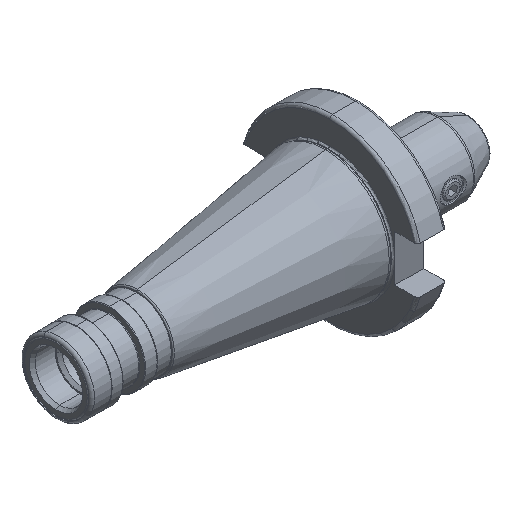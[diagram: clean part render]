
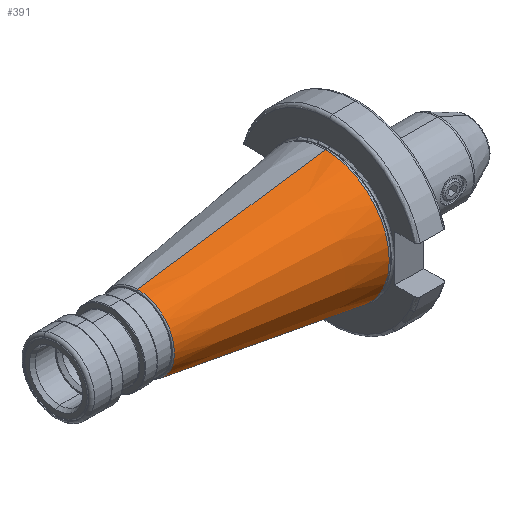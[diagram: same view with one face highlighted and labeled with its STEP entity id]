
A CAD part, isometric view. The second image highlights one B-rep face of the part: STEP entity #391.
In plain terms, the highlighted conical face has half-angle 8.297 degrees and reference radius 22.225 mm.
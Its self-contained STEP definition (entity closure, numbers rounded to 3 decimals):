
#390 = EDGE_LOOP ( 'NONE', ( #3388, #3383, #3362, #3381 ) ) ;
#391 = ADVANCED_FACE ( 'NONE', ( #2905 ), #2893, .T. ) ;
#394 = EDGE_CURVE ( 'NONE', #399, #398, #2883, .T. ) ;
#398 = VERTEX_POINT ( 'NONE', #2872 ) ;
#399 = VERTEX_POINT ( 'NONE', #2871 ) ;
#1850 = DIRECTION ( 'NONE',  ( 0., 0., 1. ) ) ;
#1851 = DIRECTION ( 'NONE',  ( 1., 0., 0. ) ) ;
#1852 = CARTESIAN_POINT ( 'NONE',  ( -65.058, 0., 0. ) ) ;
#1865 = AXIS2_PLACEMENT_3D ( 'NONE', #1852, #1851, #1850 ) ;
#1866 = CIRCLE ( 'NONE', #1865, 12.737 ) ;
#1889 = DIRECTION ( 'NONE',  ( 0.99, 0., 0.144 ) ) ;
#1894 = CARTESIAN_POINT ( 'NONE',  ( 0., 0., 22.225 ) ) ;
#1895 = LINE ( 'NONE', #1894, #1912 ) ;
#1900 = DIRECTION ( 'NONE',  ( 0.99, 0., -0.144 ) ) ;
#1912 = VECTOR ( 'NONE', #1889, 1000. ) ;
#1913 = CARTESIAN_POINT ( 'NONE',  ( -65.058, 0., 12.737 ) ) ;
#1914 = LINE ( 'NONE', #1916, #1920 ) ;
#1915 = CARTESIAN_POINT ( 'NONE',  ( -65.058, 0., -12.737 ) ) ;
#1916 = CARTESIAN_POINT ( 'NONE',  ( 0., 0., -22.225 ) ) ;
#1920 = VECTOR ( 'NONE', #1900, 1000. ) ;
#2871 = CARTESIAN_POINT ( 'NONE',  ( 0., 0., 22.225 ) ) ;
#2872 = CARTESIAN_POINT ( 'NONE',  ( 0., 0., -22.225 ) ) ;
#2879 = DIRECTION ( 'NONE',  ( 0., 0., 1. ) ) ;
#2880 = DIRECTION ( 'NONE',  ( 1., 0., 0. ) ) ;
#2881 = CARTESIAN_POINT ( 'NONE',  ( 0., 0., 0. ) ) ;
#2882 = AXIS2_PLACEMENT_3D ( 'NONE', #2881, #2880, #2879 ) ;
#2883 = CIRCLE ( 'NONE', #2882, 22.225 ) ;
#2889 = DIRECTION ( 'NONE',  ( 0., 0., 1. ) ) ;
#2890 = DIRECTION ( 'NONE',  ( 1., 0., 0. ) ) ;
#2892 = AXIS2_PLACEMENT_3D ( 'NONE', #2906, #2890, #2889 ) ;
#2893 = CONICAL_SURFACE ( 'NONE', #2892, 22.225, 0.145 ) ;
#2905 = FACE_OUTER_BOUND ( 'NONE', #390, .T. ) ;
#2906 = CARTESIAN_POINT ( 'NONE',  ( 0., 0., 0. ) ) ;
#3362 = ORIENTED_EDGE ( 'NONE', *, *, #394, .F. ) ;
#3368 = EDGE_CURVE ( 'NONE', #3369, #3386, #1866, .T. ) ;
#3369 = VERTEX_POINT ( 'NONE', #1913 ) ;
#3380 = EDGE_CURVE ( 'NONE', #3386, #398, #1914, .T. ) ;
#3381 = ORIENTED_EDGE ( 'NONE', *, *, #3382, .F. ) ;
#3382 = EDGE_CURVE ( 'NONE', #3369, #399, #1895, .T. ) ;
#3383 = ORIENTED_EDGE ( 'NONE', *, *, #3380, .T. ) ;
#3386 = VERTEX_POINT ( 'NONE', #1915 ) ;
#3388 = ORIENTED_EDGE ( 'NONE', *, *, #3368, .T. ) ;
